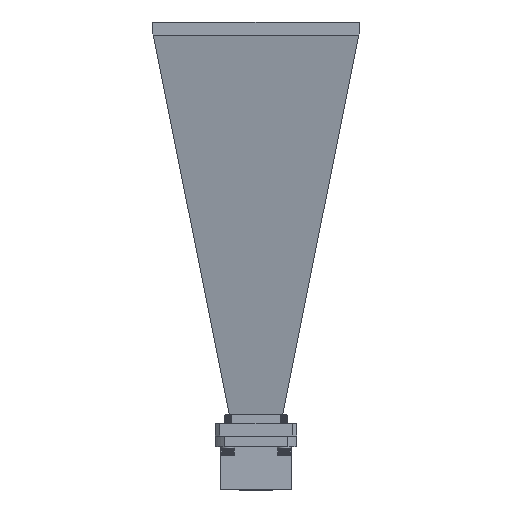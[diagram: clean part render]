
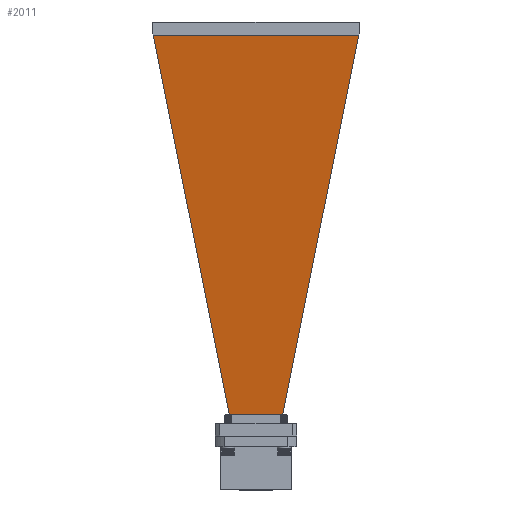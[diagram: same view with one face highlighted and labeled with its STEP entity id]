
A CAD part, front view. The second image highlights one B-rep face of the part: STEP entity #2011.
In plain terms, the highlighted face is planar.
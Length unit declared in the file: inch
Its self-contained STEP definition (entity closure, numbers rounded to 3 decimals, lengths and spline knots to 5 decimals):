
#222 = CARTESIAN_POINT ( 'NONE',  ( -0.30561, 0.49356, 1.95904 ) ) ;
#606 = CARTESIAN_POINT ( 'NONE',  ( -0.30561, -0.49356, 1.95904 ) ) ;
#2011 = ADVANCED_FACE ( 'NONE', ( #8811 ), #28048, .T. ) ;
#6585 = CARTESIAN_POINT ( 'NONE',  ( -0.8906, 0., 5.5872 ) ) ;
#6969 = DIRECTION ( 'NONE',  ( 0., 1., 0. ) ) ;
#7862 = ORIENTED_EDGE ( 'NONE', *, *, #30581, .T. ) ;
#7970 = VERTEX_POINT ( 'NONE', #19348 ) ;
#8324 = ORIENTED_EDGE ( 'NONE', *, *, #12157, .T. ) ;
#8811 = FACE_OUTER_BOUND ( 'NONE', #27631, .T. ) ;
#8979 = VECTOR ( 'NONE', #11936, 39.37008 ) ;
#9330 = VERTEX_POINT ( 'NONE', #606 ) ;
#11427 = CARTESIAN_POINT ( 'NONE',  ( -1.44077, 0., 8.99933 ) ) ;
#11691 = ORIENTED_EDGE ( 'NONE', *, *, #22270, .T. ) ;
#11936 = DIRECTION ( 'NONE',  ( -0.156, -0.194, 0.968 ) ) ;
#12157 = EDGE_CURVE ( 'NONE', #9330, #7970, #19679, .T. ) ;
#12291 = DIRECTION ( 'NONE',  ( 0.156, -0.194, -0.968 ) ) ;
#12578 = VERTEX_POINT ( 'NONE', #222 ) ;
#12605 = LINE ( 'NONE', #24722, #15476 ) ;
#13134 = ORIENTED_EDGE ( 'NONE', *, *, #14337, .T. ) ;
#13273 = DIRECTION ( 'NONE',  ( 0., -1., 0. ) ) ;
#14337 = EDGE_CURVE ( 'NONE', #7970, #17236, #28595, .T. ) ;
#14883 = VECTOR ( 'NONE', #13273, 39.37008 ) ;
#15476 = VECTOR ( 'NONE', #12291, 39.37008 ) ;
#17236 = VERTEX_POINT ( 'NONE', #24178 ) ;
#19348 = CARTESIAN_POINT ( 'NONE',  ( -1.44077, -1.90525, 8.99933 ) ) ;
#19679 = LINE ( 'NONE', #29272, #8979 ) ;
#22270 = EDGE_CURVE ( 'NONE', #12578, #9330, #30617, .T. ) ;
#23079 = VECTOR ( 'NONE', #6969, 39.37008 ) ;
#23479 = DIRECTION ( 'NONE',  ( -0.159, 0., 0.987 ) ) ;
#23848 = AXIS2_PLACEMENT_3D ( 'NONE', #6585, #25825, #23479 ) ;
#24178 = CARTESIAN_POINT ( 'NONE',  ( -1.44077, 1.90525, 8.99933 ) ) ;
#24722 = CARTESIAN_POINT ( 'NONE',  ( -1.44077, 1.90525, 8.99933 ) ) ;
#25825 = DIRECTION ( 'NONE',  ( -0.987, 0., -0.159 ) ) ;
#27631 = EDGE_LOOP ( 'NONE', ( #11691, #8324, #13134, #7862 ) ) ;
#28048 = PLANE ( 'NONE',  #23848 ) ;
#28595 = LINE ( 'NONE', #11427, #23079 ) ;
#29272 = CARTESIAN_POINT ( 'NONE',  ( -0.30561, -0.49356, 1.95904 ) ) ;
#30581 = EDGE_CURVE ( 'NONE', #17236, #12578, #12605, .T. ) ;
#30617 = LINE ( 'NONE', #30773, #14883 ) ;
#30773 = CARTESIAN_POINT ( 'NONE',  ( -0.30561, 0., 1.95904 ) ) ;
